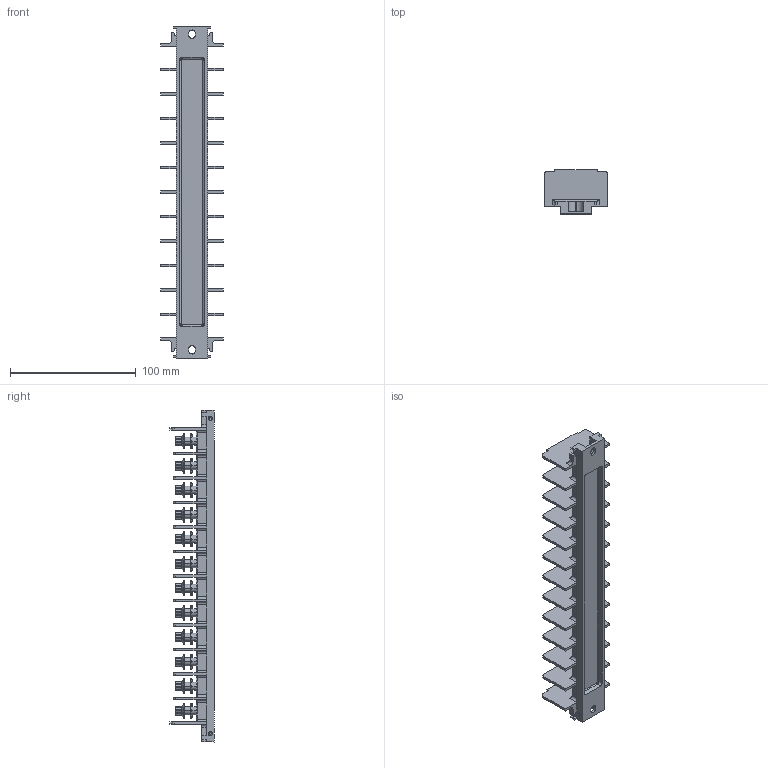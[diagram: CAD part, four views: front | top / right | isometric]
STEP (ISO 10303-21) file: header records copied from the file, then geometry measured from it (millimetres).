
FILE_DESCRIPTION((''),'2;1');
FILE_NAME('32406123004','2020-09-01T',('presta_be4'),(''),'CREO PARAMETRIC BY PTC INC, 2018360','CREO PARAMETRIC BY PTC INC, 2018360','');
FILE_SCHEMA(('CONFIG_CONTROL_DESIGN'));
Length unit declared in the file: millimetre
Products named in the file (1): 32406123004
Bounding box: 50 x 35.2 x 264.2 mm (x, y, z)
Volume: 101278.9 mm3; surface area: 64636.5 mm2
Topology: 13 solids, 13 shells, 1097 faces, 3010 edges, 1966 vertices
Faces by surface type: plane 557, cylinder 380, cone 132, torus 24, bspline 4
Entity records: 41829 total; most frequent: CARTESIAN_POINT 14996, ORIENTED_EDGE 6012, DIRECTION 5028, EDGE_CURVE 3006, VERTEX_POINT 1966, AXIS2_PLACEMENT_3D 1785, VECTOR 1458, LINE 1458
